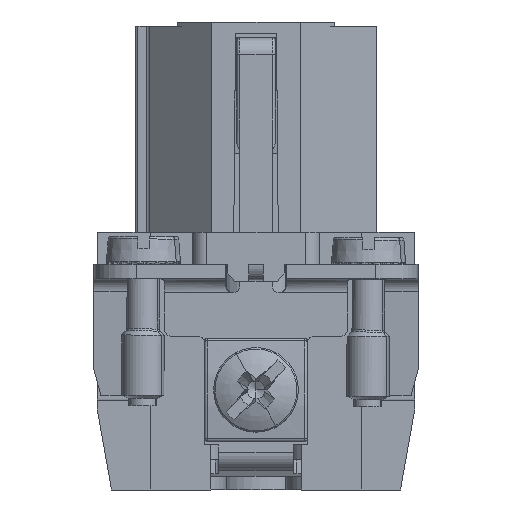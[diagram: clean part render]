
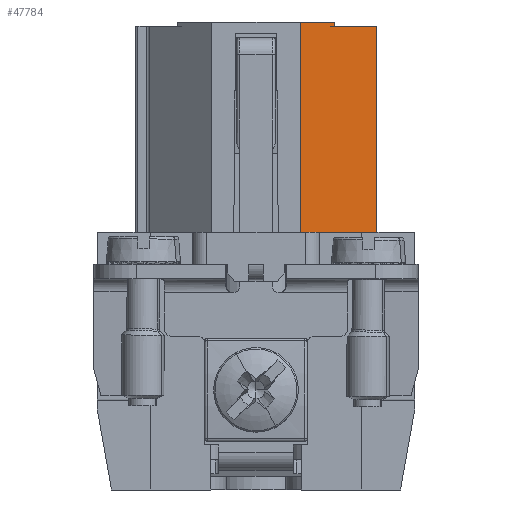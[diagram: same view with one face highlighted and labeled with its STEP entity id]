
A CAD part, front view. The second image highlights one B-rep face of the part: STEP entity #47784.
In plain terms, the highlighted planar face has unit normal (0.707, -0.707, 0).
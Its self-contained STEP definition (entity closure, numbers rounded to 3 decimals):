
#47767=AXIS2_PLACEMENT_3D('Plane Axis2P3D',#47764,#47765,#47766) ;
#18021=CARTESIAN_POINT('Line Origine',(16.275,10.45,18.15)) ;
#18025=CARTESIAN_POINT('Vertex',(16.275,10.45,18.3)) ;
#18027=CARTESIAN_POINT('Vertex',(16.275,10.45,18.)) ;
#18732=CARTESIAN_POINT('Vertex',(20.075,14.25,32.9)) ;
#18735=CARTESIAN_POINT('Line Origine',(20.075,14.25,25.45)) ;
#18739=CARTESIAN_POINT('Vertex',(20.075,14.25,18.)) ;
#19205=CARTESIAN_POINT('Vertex',(17.075,11.25,32.9)) ;
#19208=CARTESIAN_POINT('Line Origine',(18.575,12.75,32.9)) ;
#19389=CARTESIAN_POINT('Line Origine',(18.175,12.35,18.)) ;
#20033=CARTESIAN_POINT('Control Point',(14.625,8.8,18.3)) ;
#20034=CARTESIAN_POINT('Control Point',(16.275,10.45,18.3)) ;
#20035=CARTESIAN_POINT('Vertex',(14.625,8.8,18.3)) ;
#20140=CARTESIAN_POINT('Line Origine',(14.625,8.8,25.75)) ;
#20144=CARTESIAN_POINT('Vertex',(14.625,8.8,33.2)) ;
#47717=CARTESIAN_POINT('Line Origine',(17.075,11.25,33.05)) ;
#47721=CARTESIAN_POINT('Vertex',(17.075,11.25,33.2)) ;
#47764=CARTESIAN_POINT('Axis2P3D Location',(14.625,8.8,18.6)) ;
#47769=CARTESIAN_POINT('Line Origine',(15.85,10.025,33.2)) ;
#18022=DIRECTION('Vector Direction',(0.,0.,-1.)) ;
#18736=DIRECTION('Vector Direction',(0.,0.,-1.)) ;
#19209=DIRECTION('Vector Direction',(0.707,0.707,0.)) ;
#19390=DIRECTION('Vector Direction',(0.707,0.707,0.)) ;
#20141=DIRECTION('Vector Direction',(0.,0.,-1.)) ;
#47718=DIRECTION('Vector Direction',(0.,0.,1.)) ;
#47765=DIRECTION('Axis2P3D Direction',(0.707,-0.707,0.)) ;
#47766=DIRECTION('Axis2P3D XDirection',(0.707,0.707,0.)) ;
#47770=DIRECTION('Vector Direction',(0.707,0.707,0.)) ;
#18023=VECTOR('Line Direction',#18022,1.) ;
#18737=VECTOR('Line Direction',#18736,1.) ;
#19210=VECTOR('Line Direction',#19209,1.) ;
#19391=VECTOR('Line Direction',#19390,1.) ;
#20142=VECTOR('Line Direction',#20141,1.) ;
#47719=VECTOR('Line Direction',#47718,1.) ;
#47771=VECTOR('Line Direction',#47770,1.) ;
#47775=ORIENTED_EDGE('',*,*,#47773,.F.) ;
#47776=ORIENTED_EDGE('',*,*,#20146,.T.) ;
#47777=ORIENTED_EDGE('',*,*,#20037,.F.) ;
#47778=ORIENTED_EDGE('',*,*,#18029,.T.) ;
#47779=ORIENTED_EDGE('',*,*,#19393,.F.) ;
#47780=ORIENTED_EDGE('',*,*,#18741,.F.) ;
#47781=ORIENTED_EDGE('',*,*,#19212,.F.) ;
#47782=ORIENTED_EDGE('',*,*,#47723,.T.) ;
#47784=ADVANCED_FACE('Hauptk\X2\00F6\X0\rper',(#47783),#47768,.T.) ;
#20032=B_SPLINE_CURVE_WITH_KNOTS('',1,(#20033,#20034),.UNSPECIFIED.,.F.,.U.,(2,2),(0.,2.333),.UNSPECIFIED.) ;
#18029=EDGE_CURVE('',#18026,#18028,#18024,.T.) ;
#18741=EDGE_CURVE('',#18733,#18740,#18738,.T.) ;
#19212=EDGE_CURVE('',#19206,#18733,#19211,.T.) ;
#19393=EDGE_CURVE('',#18740,#18028,#19392,.F.) ;
#20037=EDGE_CURVE('',#18026,#20036,#20032,.F.) ;
#20146=EDGE_CURVE('',#20145,#20036,#20143,.T.) ;
#47723=EDGE_CURVE('',#19206,#47722,#47720,.T.) ;
#47773=EDGE_CURVE('',#20145,#47722,#47772,.T.) ;
#47774=EDGE_LOOP('',(#47775,#47776,#47777,#47778,#47779,#47780,#47781,#47782)) ;
#47783=FACE_OUTER_BOUND('',#47774,.T.) ;
#18024=LINE('Line',#18021,#18023) ;
#18738=LINE('Line',#18735,#18737) ;
#19211=LINE('Line',#19208,#19210) ;
#19392=LINE('Line',#19389,#19391) ;
#20143=LINE('Line',#20140,#20142) ;
#47720=LINE('Line',#47717,#47719) ;
#47772=LINE('Line',#47769,#47771) ;
#47768=PLANE('',#47767) ;
#18026=VERTEX_POINT('',#18025) ;
#18028=VERTEX_POINT('',#18027) ;
#18733=VERTEX_POINT('',#18732) ;
#18740=VERTEX_POINT('',#18739) ;
#19206=VERTEX_POINT('',#19205) ;
#20036=VERTEX_POINT('',#20035) ;
#20145=VERTEX_POINT('',#20144) ;
#47722=VERTEX_POINT('',#47721) ;
